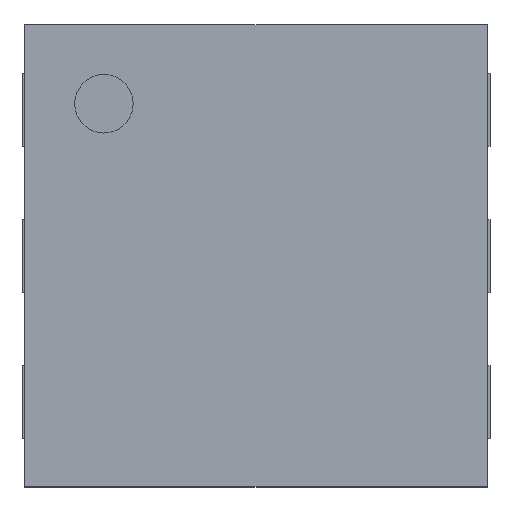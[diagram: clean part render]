
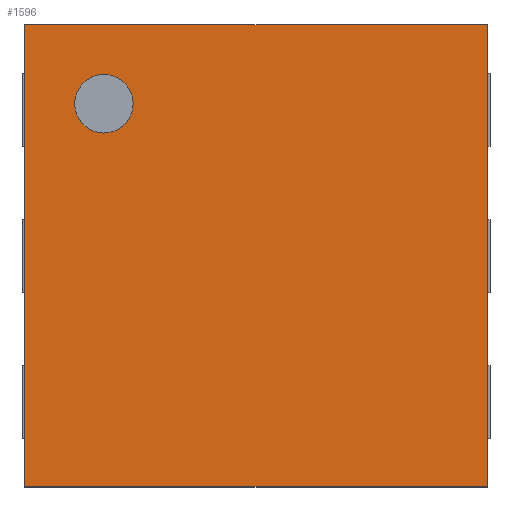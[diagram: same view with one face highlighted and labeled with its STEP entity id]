
A CAD part, top view. The second image highlights one B-rep face of the part: STEP entity #1596.
In plain terms, the highlighted planar face has unit normal (0, 0, 1).
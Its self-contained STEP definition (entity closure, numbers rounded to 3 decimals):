
#13=DIRECTION('',(0.,0.,1.));
#33=DIRECTION('',(-0.,0.,-1.));
#35=DEFINITIONAL_REPRESENTATION('',(#36),#40);
#36=LINE('',#37,#38);
#37=CARTESIAN_POINT('',(0.,0.));
#38=VECTOR('',#39,1.);
#39=DIRECTION('',(0.,1.));
#40=( GEOMETRIC_REPRESENTATION_CONTEXT(2) PARAMETRIC_REPRESENTATION_CONTEXT() REPRESENTATION_CONTEXT('2D SPACE','') );
#44=DEFINITIONAL_REPRESENTATION('',(#45),#40);
#45=LINE('',#37,#46);
#46=VECTOR('',#47,1.);
#47=DIRECTION('',(1.,0.));
#118=VECTOR('',#119,1.);
#119=DIRECTION('',(0.,-1.));
#151=PLANE('',#152);
#152=AXIS2_PLACEMENT_3D('',#153,#154,#13);
#153=CARTESIAN_POINT('',(0.79,0.79,0.02));
#154=DIRECTION('',(1.,0.,0.));
#173=CARTESIAN_POINT('',(-0.79,0.79,0.02));
#174=DIRECTION('',(0.,-1.,0.));
#207=VECTOR('',#208,1.);
#208=DIRECTION('',(1.,-0.));
#301=VECTOR('',#174,1.);
#303=DEFINITIONAL_REPRESENTATION('',(#304),#40);
#304=LINE('',#305,#46);
#305=CARTESIAN_POINT('',(0.,1.58));
#312=VECTOR('',#154,1.);
#315=PLANE('',#316);
#316=AXIS2_PLACEMENT_3D('',#173,#174,#13);
#325=PLANE('',#326);
#326=AXIS2_PLACEMENT_3D('',#173,#154,#13);
#509=CARTESIAN_POINT('',(-0.79,-0.79,0.02));
#517=DEFINITIONAL_REPRESENTATION('',(#518),#40);
#518=LINE('',#519,#38);
#519=CARTESIAN_POINT('',(1.58,0.));
#521=PLANE('',#522);
#522=AXIS2_PLACEMENT_3D('',#509,#174,#13);
#752=VERTEX_POINT('',#753);
#753=CARTESIAN_POINT('',(0.79,0.79,0.57));
#762=EDGE_CURVE('',#752,#763,#765,.T.);
#763=VERTEX_POINT('',#764);
#764=CARTESIAN_POINT('',(0.79,-0.79,0.57));
#765=SURFACE_CURVE('',#766,(#767,#771),.PCURVE_S1.);
#766=LINE('',#753,#301);
#767=PCURVE('',#151,#768);
#768=DEFINITIONAL_REPRESENTATION('',(#769),#40);
#769=LINE('',#770,#38);
#770=CARTESIAN_POINT('',(0.55,0.));
#771=PCURVE('',#772,#303);
#772=PLANE('',#773);
#773=AXIS2_PLACEMENT_3D('',#774,#13,#174);
#774=CARTESIAN_POINT('',(-0.79,0.79,0.57));
#894=VERTEX_POINT('',#774);
#900=ORIENTED_EDGE('',*,*,#901,.F.);
#901=EDGE_CURVE('',#894,#752,#902,.T.);
#902=SURFACE_CURVE('',#903,(#904,#907),.PCURVE_S1.);
#903=LINE('',#774,#312);
#904=PCURVE('',#315,#905);
#905=DEFINITIONAL_REPRESENTATION('',(#906),#40);
#906=LINE('',#770,#118);
#907=PCURVE('',#772,#35);
#913=ORIENTED_EDGE('',*,*,#914,.T.);
#914=EDGE_CURVE('',#894,#915,#917,.T.);
#915=VERTEX_POINT('',#916);
#916=CARTESIAN_POINT('',(-0.79,-0.79,0.57));
#917=SURFACE_CURVE('',#918,(#919,#920),.PCURVE_S1.);
#918=LINE('',#774,#301);
#919=PCURVE('',#325,#768);
#920=PCURVE('',#772,#44);
#953=DIRECTION('',(0.,-0.,-1.));
#1462=EDGE_CURVE('',#915,#763,#1463,.T.);
#1463=SURFACE_CURVE('',#1464,(#1465,#1466),.PCURVE_S1.);
#1464=LINE('',#916,#312);
#1465=PCURVE('',#521,#905);
#1466=PCURVE('',#772,#517);
#1596=ADVANCED_FACE('',(#1597,#1601),#772,.T.);
#1597=FACE_BOUND('',#1598,.T.);
#1598=EDGE_LOOP('',(#900,#913,#1599,#1600));
#1599=ORIENTED_EDGE('',*,*,#1462,.T.);
#1600=ORIENTED_EDGE('',*,*,#762,.F.);
#1601=FACE_BOUND('',#1602,.T.);
#1602=EDGE_LOOP('',(#1603));
#1603=ORIENTED_EDGE('',*,*,#1604,.T.);
#1604=EDGE_CURVE('',#1605,#1605,#1607,.T.);
#1605=VERTEX_POINT('',#1606);
#1606=CARTESIAN_POINT('',(-0.52,0.42,0.57));
#1607=SURFACE_CURVE('',#1608,(#1611,#1620),.PCURVE_S1.);
#1608=CIRCLE('',#1609,0.1);
#1609=AXIS2_PLACEMENT_3D('',#1610,#953,#174);
#1610=CARTESIAN_POINT('',(-0.52,0.52,0.57));
#1611=PCURVE('',#772,#1612);
#1612=DEFINITIONAL_REPRESENTATION('',(#1613),#40);
#1613=( BOUNDED_CURVE() B_SPLINE_CURVE(2,(#1614,#1615,#1616,#1617,#1618,#1619,#1614),.UNSPECIFIED.,.T.,.F.) B_SPLINE_CURVE_WITH_KNOTS((1,2,2,2,2,1),(-2.094,0.,2.094,4.189,6.283,8.378),.UNSPECIFIED.) CURVE() GEOMETRIC_REPRESENTATION_ITEM() RATIONAL_B_SPLINE_CURVE((1.,0.5,1.,0.5,1.,0.5,1.)) REPRESENTATION_ITEM('') );
#1614=CARTESIAN_POINT('',(0.37,0.27));
#1615=CARTESIAN_POINT('',(0.37,0.097));
#1616=CARTESIAN_POINT('',(0.22,0.183));
#1617=CARTESIAN_POINT('',(0.07,0.27));
#1618=CARTESIAN_POINT('',(0.22,0.357));
#1619=CARTESIAN_POINT('',(0.37,0.443));
#1620=PCURVE('',#1621,#1624);
#1621=CYLINDRICAL_SURFACE('',#1622,0.1);
#1622=AXIS2_PLACEMENT_3D('',#1623,#33,#174);
#1623=CARTESIAN_POINT('',(-0.52,0.52,0.58));
#1624=DEFINITIONAL_REPRESENTATION('',(#1625),#40);
#1625=LINE('',#1626,#207);
#1626=CARTESIAN_POINT('',(-6.283,0.01));
